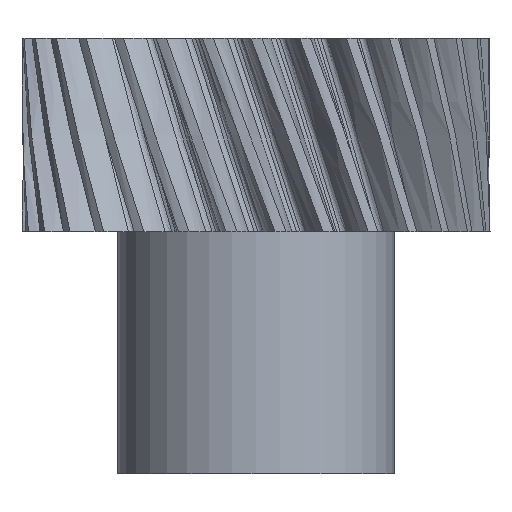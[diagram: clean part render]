
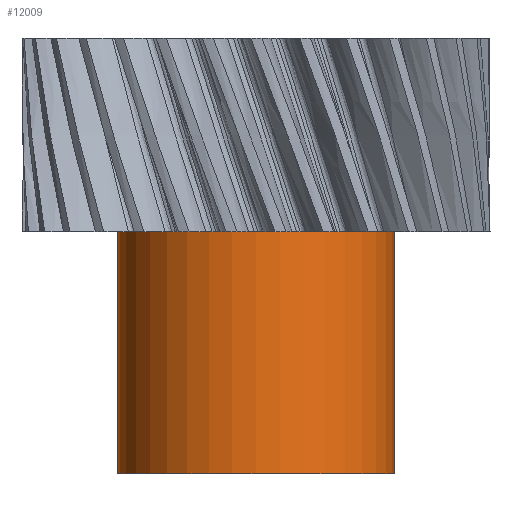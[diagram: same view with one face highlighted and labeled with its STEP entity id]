
A CAD part, front view. The second image highlights one B-rep face of the part: STEP entity #12009.
In plain terms, the highlighted cylindrical face has radius 20 mm (diameter 40 mm), a partial arc.
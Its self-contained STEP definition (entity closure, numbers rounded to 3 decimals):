
#5283 = CYLINDRICAL_SURFACE ( 'NONE', #5312, 20. ) ;
#5312 = AXIS2_PLACEMENT_3D ( 'NONE', #5504, #5367, #5366 ) ;
#5357 = FACE_OUTER_BOUND ( 'NONE', #12006, .T. ) ;
#5358 = CIRCLE ( 'NONE', #5363, 20. ) ;
#5362 = DIRECTION ( 'NONE',  ( 1., 0., 0. ) ) ;
#5363 = AXIS2_PLACEMENT_3D ( 'NONE', #5368, #5369, #5362 ) ;
#5366 = DIRECTION ( 'NONE',  ( 1., 0., 0. ) ) ;
#5367 = DIRECTION ( 'NONE',  ( 0., 0., 1. ) ) ;
#5368 = CARTESIAN_POINT ( 'NONE',  ( 0., 0., -35. ) ) ;
#5369 = DIRECTION ( 'NONE',  ( 0., 0., 1. ) ) ;
#5504 = CARTESIAN_POINT ( 'NONE',  ( 0., 0., -35. ) ) ;
#5688 = DIRECTION ( 'NONE',  ( 0., 0., 1. ) ) ;
#5689 = CARTESIAN_POINT ( 'NONE',  ( 0., 0., 0. ) ) ;
#5690 = AXIS2_PLACEMENT_3D ( 'NONE', #5689, #5688, #5743 ) ;
#5691 = CIRCLE ( 'NONE', #5690, 20. ) ;
#5705 = CARTESIAN_POINT ( 'NONE',  ( -20., 0., -35. ) ) ;
#5743 = DIRECTION ( 'NONE',  ( 1., 0., 0. ) ) ;
#6140 = DIRECTION ( 'NONE',  ( 0., 0., 1. ) ) ;
#6141 = VECTOR ( 'NONE', #6140, 1000. ) ;
#6142 = CARTESIAN_POINT ( 'NONE',  ( 20., 0., -35. ) ) ;
#6143 = LINE ( 'NONE', #6142, #6141 ) ;
#6144 = CARTESIAN_POINT ( 'NONE',  ( 20., 0., -35. ) ) ;
#6164 = DIRECTION ( 'NONE',  ( 0., 0., 1. ) ) ;
#6165 = VECTOR ( 'NONE', #6164, 1000. ) ;
#6166 = CARTESIAN_POINT ( 'NONE',  ( -20., 0., -35. ) ) ;
#6167 = LINE ( 'NONE', #6166, #6165 ) ;
#6168 = CARTESIAN_POINT ( 'NONE',  ( 20., 0., 0. ) ) ;
#6170 = CARTESIAN_POINT ( 'NONE',  ( -20., 0., 0. ) ) ;
#12006 = EDGE_LOOP ( 'NONE', ( #12016, #12022, #12063, #12064 ) ) ;
#12009 = ADVANCED_FACE ( 'NONE', ( #5357 ), #5283, .T. ) ;
#12010 = EDGE_CURVE ( 'NONE', #12042, #12104, #5358, .T. ) ;
#12016 = ORIENTED_EDGE ( 'NONE', *, *, #12112, .F. ) ;
#12022 = ORIENTED_EDGE ( 'NONE', *, *, #12010, .T. ) ;
#12041 = EDGE_CURVE ( 'NONE', #12117, #12118, #5691, .T. ) ;
#12042 = VERTEX_POINT ( 'NONE', #5705 ) ;
#12063 = ORIENTED_EDGE ( 'NONE', *, *, #12107, .T. ) ;
#12064 = ORIENTED_EDGE ( 'NONE', *, *, #12041, .F. ) ;
#12104 = VERTEX_POINT ( 'NONE', #6144 ) ;
#12107 = EDGE_CURVE ( 'NONE', #12104, #12118, #6143, .T. ) ;
#12112 = EDGE_CURVE ( 'NONE', #12042, #12117, #6167, .T. ) ;
#12117 = VERTEX_POINT ( 'NONE', #6170 ) ;
#12118 = VERTEX_POINT ( 'NONE', #6168 ) ;
